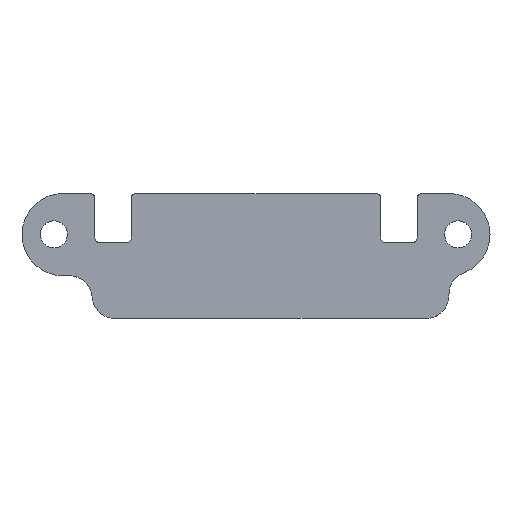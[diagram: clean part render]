
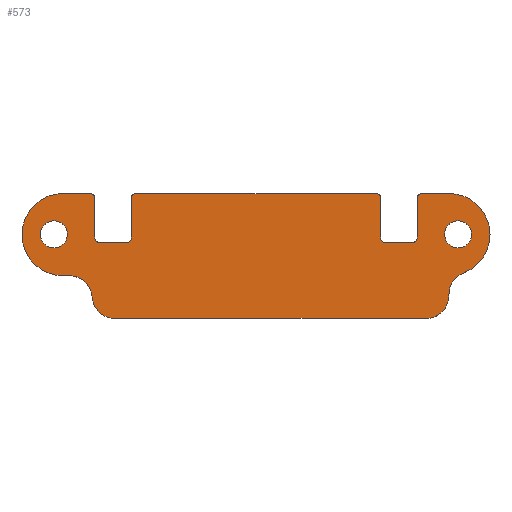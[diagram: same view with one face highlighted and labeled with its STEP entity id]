
A CAD part, top view. The second image highlights one B-rep face of the part: STEP entity #573.
In plain terms, the highlighted planar face has unit normal (0, 0, 1).
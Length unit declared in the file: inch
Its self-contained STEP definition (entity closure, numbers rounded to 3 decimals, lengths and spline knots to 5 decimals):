
#17=FACE_BOUND('',#82,.T.);
#18=FACE_BOUND('',#83,.T.);
#27=PLANE('',#641);
#49=FACE_OUTER_BOUND('',#81,.T.);
#81=EDGE_LOOP('',(#461,#462,#463,#464,#465,#466,#467,#468,#469,#470,#471,
#472,#473,#474,#475,#476,#477,#478,#479,#480,#481,#482,#483,#484,#485,#486));
#82=EDGE_LOOP('',(#487));
#83=EDGE_LOOP('',(#488));
#101=LINE('',#856,#153);
#116=LINE('',#918,#168);
#119=LINE('',#926,#171);
#122=LINE('',#935,#174);
#125=LINE('',#943,#177);
#130=LINE('',#958,#182);
#131=LINE('',#960,#183);
#132=LINE('',#963,#184);
#133=LINE('',#967,#185);
#134=LINE('',#973,#186);
#135=LINE('',#977,#187);
#136=LINE('',#982,#188);
#153=VECTOR('',#677,0.3937);
#168=VECTOR('',#730,0.3937);
#171=VECTOR('',#739,0.3937);
#174=VECTOR('',#748,0.3937);
#177=VECTOR('',#757,0.3937);
#182=VECTOR('',#776,0.3937);
#183=VECTOR('',#779,0.3937);
#184=VECTOR('',#782,0.3937);
#185=VECTOR('',#785,0.3937);
#186=VECTOR('',#790,0.3937);
#187=VECTOR('',#793,0.3937);
#188=VECTOR('',#798,0.3937);
#201=CIRCLE('',#602,0.015);
#218=CIRCLE('',#622,0.015);
#219=CIRCLE('',#625,0.015);
#220=CIRCLE('',#628,0.015);
#221=CIRCLE('',#631,0.015);
#222=CIRCLE('',#634,0.015);
#223=CIRCLE('',#636,0.015);
#224=CIRCLE('',#638,0.015);
#225=CIRCLE('',#642,0.13537);
#226=CIRCLE('',#643,0.075);
#227=CIRCLE('',#644,0.075);
#228=CIRCLE('',#645,0.075);
#229=CIRCLE('',#646,0.075);
#230=CIRCLE('',#647,0.13537);
#231=CIRCLE('',#648,0.0445);
#232=CIRCLE('',#649,0.0445);
#233=VERTEX_POINT('',#843);
#234=VERTEX_POINT('',#844);
#238=VERTEX_POINT('',#854);
#264=VERTEX_POINT('',#910);
#265=VERTEX_POINT('',#912);
#266=VERTEX_POINT('',#916);
#267=VERTEX_POINT('',#920);
#268=VERTEX_POINT('',#924);
#269=VERTEX_POINT('',#928);
#270=VERTEX_POINT('',#930);
#271=VERTEX_POINT('',#934);
#272=VERTEX_POINT('',#938);
#273=VERTEX_POINT('',#942);
#274=VERTEX_POINT('',#948);
#275=VERTEX_POINT('',#952);
#276=VERTEX_POINT('',#953);
#277=VERTEX_POINT('',#962);
#278=VERTEX_POINT('',#964);
#279=VERTEX_POINT('',#966);
#280=VERTEX_POINT('',#968);
#281=VERTEX_POINT('',#970);
#282=VERTEX_POINT('',#972);
#283=VERTEX_POINT('',#974);
#284=VERTEX_POINT('',#976);
#285=VERTEX_POINT('',#978);
#286=VERTEX_POINT('',#980);
#287=VERTEX_POINT('',#983);
#288=VERTEX_POINT('',#985);
#289=EDGE_CURVE('',#233,#234,#201,.T.);
#295=EDGE_CURVE('',#233,#238,#101,.T.);
#323=EDGE_CURVE('',#264,#265,#218,.T.);
#326=EDGE_CURVE('',#266,#264,#116,.T.);
#327=EDGE_CURVE('',#267,#266,#219,.T.);
#330=EDGE_CURVE('',#267,#268,#119,.T.);
#332=EDGE_CURVE('',#269,#270,#220,.T.);
#334=EDGE_CURVE('',#271,#270,#122,.T.);
#336=EDGE_CURVE('',#271,#272,#221,.T.);
#338=EDGE_CURVE('',#273,#272,#125,.T.);
#340=EDGE_CURVE('',#273,#268,#222,.T.);
#341=EDGE_CURVE('',#274,#238,#223,.T.);
#343=EDGE_CURVE('',#275,#276,#224,.T.);
#346=EDGE_CURVE('',#274,#276,#130,.T.);
#347=EDGE_CURVE('',#275,#265,#131,.T.);
#348=EDGE_CURVE('',#277,#269,#132,.T.);
#349=EDGE_CURVE('',#278,#277,#225,.T.);
#350=EDGE_CURVE('',#279,#278,#133,.T.);
#351=EDGE_CURVE('',#280,#279,#226,.T.);
#352=EDGE_CURVE('',#281,#280,#227,.T.);
#353=EDGE_CURVE('',#281,#282,#134,.T.);
#354=EDGE_CURVE('',#283,#282,#228,.T.);
#355=EDGE_CURVE('',#283,#284,#135,.T.);
#356=EDGE_CURVE('',#285,#284,#229,.T.);
#357=EDGE_CURVE('',#286,#285,#230,.T.);
#358=EDGE_CURVE('',#234,#286,#136,.T.);
#359=EDGE_CURVE('',#287,#287,#231,.T.);
#360=EDGE_CURVE('',#288,#288,#232,.T.);
#461=ORIENTED_EDGE('',*,*,#289,.F.);
#462=ORIENTED_EDGE('',*,*,#295,.T.);
#463=ORIENTED_EDGE('',*,*,#341,.F.);
#464=ORIENTED_EDGE('',*,*,#346,.T.);
#465=ORIENTED_EDGE('',*,*,#343,.F.);
#466=ORIENTED_EDGE('',*,*,#347,.T.);
#467=ORIENTED_EDGE('',*,*,#323,.F.);
#468=ORIENTED_EDGE('',*,*,#326,.F.);
#469=ORIENTED_EDGE('',*,*,#327,.F.);
#470=ORIENTED_EDGE('',*,*,#330,.T.);
#471=ORIENTED_EDGE('',*,*,#340,.F.);
#472=ORIENTED_EDGE('',*,*,#338,.T.);
#473=ORIENTED_EDGE('',*,*,#336,.F.);
#474=ORIENTED_EDGE('',*,*,#334,.T.);
#475=ORIENTED_EDGE('',*,*,#332,.F.);
#476=ORIENTED_EDGE('',*,*,#348,.F.);
#477=ORIENTED_EDGE('',*,*,#349,.F.);
#478=ORIENTED_EDGE('',*,*,#350,.F.);
#479=ORIENTED_EDGE('',*,*,#351,.F.);
#480=ORIENTED_EDGE('',*,*,#352,.F.);
#481=ORIENTED_EDGE('',*,*,#353,.T.);
#482=ORIENTED_EDGE('',*,*,#354,.F.);
#483=ORIENTED_EDGE('',*,*,#355,.T.);
#484=ORIENTED_EDGE('',*,*,#356,.F.);
#485=ORIENTED_EDGE('',*,*,#357,.F.);
#486=ORIENTED_EDGE('',*,*,#358,.F.);
#487=ORIENTED_EDGE('',*,*,#359,.F.);
#488=ORIENTED_EDGE('',*,*,#360,.F.);
#573=ADVANCED_FACE('',(#49,#17,#18),#27,.F.);
#602=AXIS2_PLACEMENT_3D('',#845,#667,#668);
#622=AXIS2_PLACEMENT_3D('',#913,#724,#725);
#625=AXIS2_PLACEMENT_3D('',#921,#733,#734);
#628=AXIS2_PLACEMENT_3D('',#931,#743,#744);
#631=AXIS2_PLACEMENT_3D('',#939,#752,#753);
#634=AXIS2_PLACEMENT_3D('',#946,#761,#762);
#636=AXIS2_PLACEMENT_3D('',#949,#765,#766);
#638=AXIS2_PLACEMENT_3D('',#954,#770,#771);
#641=AXIS2_PLACEMENT_3D('',#961,#780,#781);
#642=AXIS2_PLACEMENT_3D('',#965,#783,#784);
#643=AXIS2_PLACEMENT_3D('',#969,#786,#787);
#644=AXIS2_PLACEMENT_3D('',#971,#788,#789);
#645=AXIS2_PLACEMENT_3D('',#975,#791,#792);
#646=AXIS2_PLACEMENT_3D('',#979,#794,#795);
#647=AXIS2_PLACEMENT_3D('',#981,#796,#797);
#648=AXIS2_PLACEMENT_3D('',#984,#799,#800);
#649=AXIS2_PLACEMENT_3D('',#986,#801,#802);
#667=DIRECTION('center_axis',(0.,0.,-1.));
#668=DIRECTION('ref_axis',(-0.707,0.707,0.));
#677=DIRECTION('',(0.,-1.,0.));
#724=DIRECTION('center_axis',(0.,0.,-1.));
#725=DIRECTION('ref_axis',(0.707,0.707,0.));
#730=DIRECTION('',(1.,0.,0.));
#733=DIRECTION('center_axis',(0.,0.,-1.));
#734=DIRECTION('ref_axis',(-0.707,0.707,0.));
#739=DIRECTION('',(0.,-1.,0.));
#743=DIRECTION('center_axis',(0.,0.,-1.));
#744=DIRECTION('ref_axis',(0.707,0.707,0.));
#748=DIRECTION('',(0.,1.,0.));
#752=DIRECTION('center_axis',(0.,0.,1.));
#753=DIRECTION('ref_axis',(-0.707,-0.707,0.));
#757=DIRECTION('',(-1.,0.,0.));
#761=DIRECTION('center_axis',(0.,0.,1.));
#762=DIRECTION('ref_axis',(0.707,-0.707,0.));
#765=DIRECTION('center_axis',(0.,0.,1.));
#766=DIRECTION('ref_axis',(0.707,-0.707,0.));
#770=DIRECTION('center_axis',(0.,0.,1.));
#771=DIRECTION('ref_axis',(-0.707,-0.707,0.));
#776=DIRECTION('',(-1.,0.,0.));
#779=DIRECTION('',(0.,1.,0.));
#780=DIRECTION('center_axis',(0.,0.,-1.));
#781=DIRECTION('ref_axis',(1.,0.,0.));
#782=DIRECTION('',(1.,0.,0.));
#783=DIRECTION('center_axis',(0.,0.,-1.));
#784=DIRECTION('ref_axis',(0.,-1.,0.));
#785=DIRECTION('',(-1.,0.,0.));
#786=DIRECTION('center_axis',(0.,0.,1.));
#787=DIRECTION('ref_axis',(0.707,0.707,0.));
#788=DIRECTION('center_axis',(0.,0.,-1.));
#789=DIRECTION('ref_axis',(0.,1.,0.));
#790=DIRECTION('',(1.,0.,0.));
#791=DIRECTION('center_axis',(0.,0.,-1.));
#792=DIRECTION('ref_axis',(0.707,-0.707,0.));
#793=DIRECTION('',(0.,1.,0.));
#794=DIRECTION('center_axis',(0.,0.,1.));
#795=DIRECTION('ref_axis',(-0.824,0.567,0.));
#796=DIRECTION('center_axis',(0.,0.,-1.));
#797=DIRECTION('ref_axis',(0.,1.,0.));
#798=DIRECTION('',(1.,0.,0.));
#799=DIRECTION('center_axis',(0.,0.,1.));
#800=DIRECTION('ref_axis',(1.,0.,0.));
#801=DIRECTION('center_axis',(0.,0.,1.));
#802=DIRECTION('ref_axis',(1.,0.,0.));
#843=CARTESIAN_POINT('',(-0.69652,-0.52829,-0.082));
#844=CARTESIAN_POINT('',(-0.68152,-0.51329,-0.082));
#845=CARTESIAN_POINT('Origin',(-0.68152,-0.52829,-0.082));
#854=CARTESIAN_POINT('',(-0.69652,-0.65987,-0.082));
#856=CARTESIAN_POINT('',(-0.69652,-0.68386,-0.082));
#910=CARTESIAN_POINT('',(-0.83152,-0.51329,-0.082));
#912=CARTESIAN_POINT('',(-0.81652,-0.52829,-0.082));
#913=CARTESIAN_POINT('Origin',(-0.83152,-0.52829,-0.082));
#916=CARTESIAN_POINT('',(-1.62285,-0.51329,-0.082));
#918=CARTESIAN_POINT('',(-1.86247,-0.51329,-0.082));
#920=CARTESIAN_POINT('',(-1.63785,-0.52829,-0.082));
#921=CARTESIAN_POINT('Origin',(-1.62285,-0.52829,-0.082));
#924=CARTESIAN_POINT('',(-1.63785,-0.65987,-0.082));
#926=CARTESIAN_POINT('',(-1.63785,-0.68386,-0.082));
#928=CARTESIAN_POINT('',(-1.77285,-0.51329,-0.082));
#930=CARTESIAN_POINT('',(-1.75785,-0.52829,-0.082));
#931=CARTESIAN_POINT('Origin',(-1.77285,-0.52829,-0.082));
#934=CARTESIAN_POINT('',(-1.75785,-0.65987,-0.082));
#935=CARTESIAN_POINT('',(-1.75785,-0.76465,-0.082));
#938=CARTESIAN_POINT('',(-1.74285,-0.67487,-0.082));
#939=CARTESIAN_POINT('Origin',(-1.74285,-0.65987,-0.082));
#942=CARTESIAN_POINT('',(-1.65285,-0.67487,-0.082));
#943=CARTESIAN_POINT('',(-1.40862,-0.67487,-0.082));
#946=CARTESIAN_POINT('Origin',(-1.65285,-0.65987,-0.082));
#948=CARTESIAN_POINT('',(-0.71152,-0.67487,-0.082));
#949=CARTESIAN_POINT('Origin',(-0.71152,-0.65987,-0.082));
#952=CARTESIAN_POINT('',(-0.81652,-0.65987,-0.082));
#953=CARTESIAN_POINT('',(-0.80152,-0.67487,-0.082));
#954=CARTESIAN_POINT('Origin',(-0.80152,-0.65987,-0.082));
#958=CARTESIAN_POINT('',(-0.93796,-0.67487,-0.082));
#960=CARTESIAN_POINT('',(-0.81652,-0.76465,-0.082));
#961=CARTESIAN_POINT('Origin',(-1.1794,-0.85443,-0.082));
#962=CARTESIAN_POINT('',(-1.86247,-0.51329,-0.082));
#963=CARTESIAN_POINT('',(-1.86247,-0.51329,-0.082));
#964=CARTESIAN_POINT('',(-1.86247,-0.78403,-0.082));
#965=CARTESIAN_POINT('Origin',(-1.86247,-0.64866,-0.082));
#966=CARTESIAN_POINT('',(-1.8419,-0.78403,-0.082));
#967=CARTESIAN_POINT('',(-0.5919,-0.78403,-0.082));
#968=CARTESIAN_POINT('',(-1.76704,-0.85443,-0.082));
#969=CARTESIAN_POINT('Origin',(-1.8419,-0.85903,-0.082));
#970=CARTESIAN_POINT('',(-1.69218,-0.92484,-0.082));
#971=CARTESIAN_POINT('Origin',(-1.69218,-0.84984,-0.082));
#972=CARTESIAN_POINT('',(-0.6669,-0.92484,-0.082));
#973=CARTESIAN_POINT('',(-1.7669,-0.92484,-0.082));
#974=CARTESIAN_POINT('',(-0.5919,-0.84984,-0.082));
#975=CARTESIAN_POINT('Origin',(-0.6669,-0.84984,-0.082));
#976=CARTESIAN_POINT('',(-0.5919,-0.84521,-0.082));
#977=CARTESIAN_POINT('',(-0.5919,-0.92484,-0.082));
#978=CARTESIAN_POINT('',(-0.54364,-0.77514,-0.082));
#979=CARTESIAN_POINT('Origin',(-0.5169,-0.84521,-0.082));
#980=CARTESIAN_POINT('',(-0.5919,-0.51329,-0.082));
#981=CARTESIAN_POINT('Origin',(-0.5919,-0.64866,-0.082));
#982=CARTESIAN_POINT('',(-1.86247,-0.51329,-0.082));
#983=CARTESIAN_POINT('',(-0.60616,-0.64779,-0.082));
#984=CARTESIAN_POINT('Origin',(-0.56166,-0.64779,-0.082));
#985=CARTESIAN_POINT('',(-1.9375,-0.64779,-0.082));
#986=CARTESIAN_POINT('Origin',(-1.893,-0.64779,-0.082));
